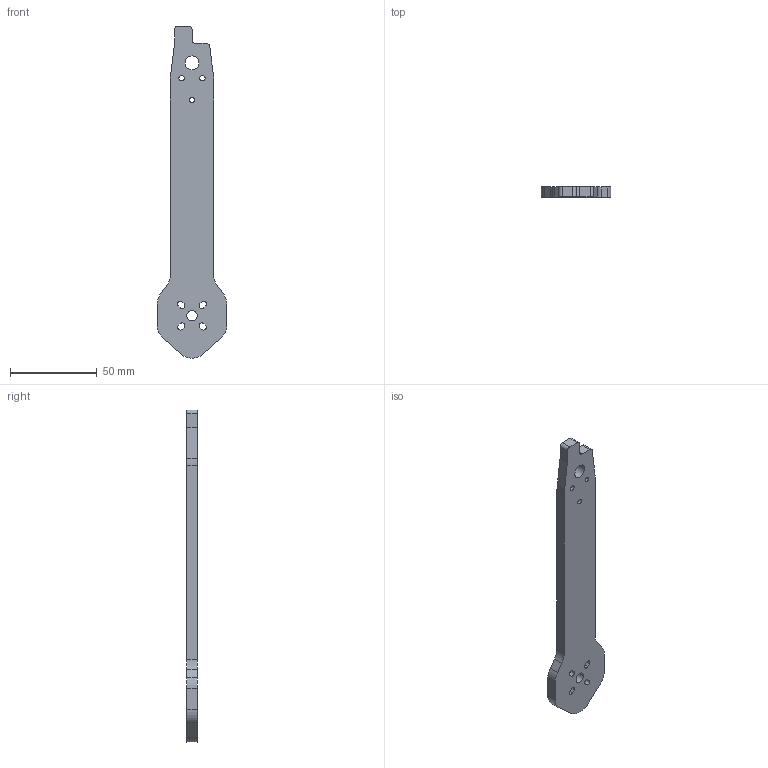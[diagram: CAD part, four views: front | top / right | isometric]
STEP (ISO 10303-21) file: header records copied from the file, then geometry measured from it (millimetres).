
FILE_DESCRIPTION(/* description */ (''),/* implementation_level */ '2;1');
FILE_NAME(/* name */ 'Kauri arm.stp',/* time_stamp */ '2022-05-04T21:14:13-06:00',/* author */ ('Steven'),/* organization */ (''),/* preprocessor_version */ 'ST-DEVELOPER v18',/* originating_system */ 'Autodesk Inventor 2020',/* authorisation */ '');
FILE_SCHEMA (('AUTOMOTIVE_DESIGN { 1 0 10303 214 3 1 1 }'));
Length unit declared in the file: millimetre
Products named in the file (1): Kauri arm
Bounding box: 40 x 6 x 190.81 mm (x, y, z)
Volume: 28618 mm3; surface area: 12818.2 mm2
Topology: 1 solids, 1 shells, 50 faces, 154 edges, 106 vertices
Faces by surface type: cylinder 26, plane 24
Full cylindrical faces by diameter (mm): 3 x3, 6 x1, 8 x1
Entity records: 1846 total; most frequent: DIRECTION 318, CARTESIAN_POINT 311, ORIENTED_EDGE 308, EDGE_CURVE 154, AXIS2_PLACEMENT_3D 113, VERTEX_POINT 106, LINE 92, VECTOR 92
